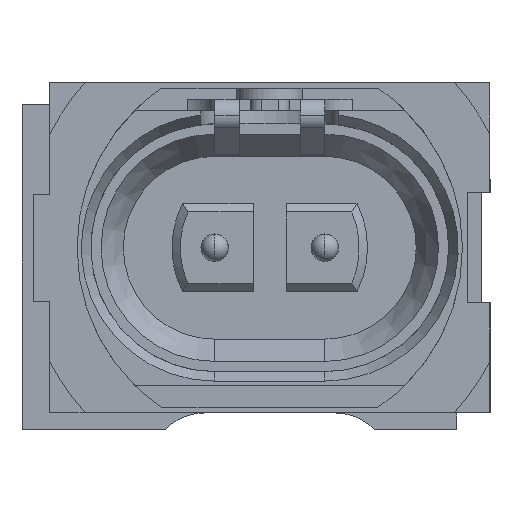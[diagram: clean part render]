
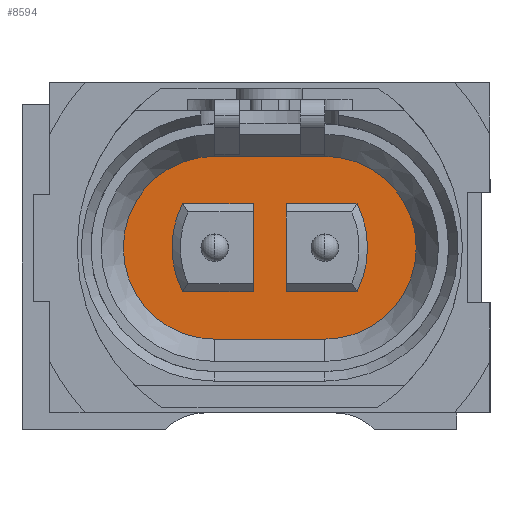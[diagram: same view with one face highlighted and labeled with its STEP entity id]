
A CAD part, front view. The second image highlights one B-rep face of the part: STEP entity #8594.
In plain terms, the highlighted planar face has unit normal (0, -1, 0).
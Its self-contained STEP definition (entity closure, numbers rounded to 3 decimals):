
#93 = DIRECTION ( 'NONE',  ( 1., 0., 0. ) ) ;
#103 = ORIENTED_EDGE ( 'NONE', *, *, #1812, .T. ) ;
#120 = CARTESIAN_POINT ( 'NONE',  ( -1., -11.15, 0. ) ) ;
#240 = ORIENTED_EDGE ( 'NONE', *, *, #1724, .T. ) ;
#349 = CARTESIAN_POINT ( 'NONE',  ( 1., -11.15, -1.66 ) ) ;
#413 = AXIS2_PLACEMENT_3D ( 'NONE', #9096, #3483, #6363 ) ;
#450 = AXIS2_PLACEMENT_3D ( 'NONE', #1097, #11052, #2703 ) ;
#583 = VERTEX_POINT ( 'NONE', #11296 ) ;
#644 = CARTESIAN_POINT ( 'NONE',  ( -1., -11.15, 1.66 ) ) ;
#953 = VERTEX_POINT ( 'NONE', #349 ) ;
#1030 = ORIENTED_EDGE ( 'NONE', *, *, #3743, .T. ) ;
#1084 = EDGE_CURVE ( 'Defeature ausgef�hrt2_130+Defeature ausgef�hrt2_186+Defeature ausgef�hrt2_187+Defeature ausgef�hrt2_188', #2895, #7863, #2370, .T. ) ;
#1096 = CARTESIAN_POINT ( 'NONE',  ( -1., -11.15, 0.8 ) ) ;
#1097 = CARTESIAN_POINT ( 'NONE',  ( 0., -11.15, 0. ) ) ;
#1456 = VERTEX_POINT ( 'NONE', #644 ) ;
#1614 = AXIS2_PLACEMENT_3D ( 'NONE', #9984, #2426, #9073 ) ;
#1724 = EDGE_CURVE ( 'Defeature ausgef�hrt2_130+Defeature ausgef�hrt2_127+Defeature ausgef�hrt2_128+Defeature ausgef�hrt2_126', #9210, #1456, #3635, .T. ) ;
#1732 = EDGE_LOOP ( 'NONE', ( #6797, #6937, #2951, #240 ) ) ;
#1812 = EDGE_CURVE ( 'Defeature ausgef�hrt2_130+Defeature ausgef�hrt2_179+Defeature ausgef�hrt2_178+Defeature ausgef�hrt2_181', #583, #11028, #3805, .T. ) ;
#2020 = ORIENTED_EDGE ( 'NONE', *, *, #2964, .F. ) ;
#2138 = CIRCLE ( 'NONE', #8570, 1.66 ) ;
#2215 = ORIENTED_EDGE ( 'NONE', *, *, #1084, .T. ) ;
#2370 = LINE ( 'NONE', #5184, #2745 ) ;
#2426 = DIRECTION ( 'NONE',  ( 0., -1., 0. ) ) ;
#2589 = EDGE_CURVE ( 'Defeature ausgef�hrt2_130+Defeature ausgef�hrt2_128+Defeature ausgef�hrt2_129+Defeature ausgef�hrt2_127', #953, #9210, #6863, .T. ) ;
#2646 = PLANE ( 'NONE',  #8470 ) ;
#2703 = DIRECTION ( 'NONE',  ( 1., 0., 0. ) ) ;
#2740 = ORIENTED_EDGE ( 'NONE', *, *, #4712, .T. ) ;
#2745 = VECTOR ( 'NONE', #9930, 1000. ) ;
#2895 = VERTEX_POINT ( 'NONE', #9922 ) ;
#2930 = DIRECTION ( 'NONE',  ( 0., -1., 0. ) ) ;
#2951 = ORIENTED_EDGE ( 'NONE', *, *, #2589, .T. ) ;
#2964 = EDGE_CURVE ( 'Defeature ausgef�hrt2_189+Defeature ausgef�hrt2_130+Defeature ausgef�hrt2_187+Defeature ausgef�hrt2_188', #6877, #5854, #4729, .T. ) ;
#3298 = CARTESIAN_POINT ( 'NONE',  ( -1., -11.15, 0. ) ) ;
#3370 = CARTESIAN_POINT ( 'NONE',  ( 1.584, -11.15, -0.8 ) ) ;
#3483 = DIRECTION ( 'NONE',  ( 0., -1., 0. ) ) ;
#3635 = LINE ( 'NONE', #6391, #6843 ) ;
#3743 = EDGE_CURVE ( 'Defeature ausgef�hrt2_130+Defeature ausgef�hrt2_188+Defeature ausgef�hrt2_186+Defeature ausgef�hrt2_189', #7863, #5854, #5809, .T. ) ;
#3805 = LINE ( 'NONE', #9599, #10934 ) ;
#3871 = EDGE_CURVE ( 'Defeature ausgef�hrt2_130+Defeature ausgef�hrt2_126+Defeature ausgef�hrt2_127+Defeature ausgef�hrt2_129', #1456, #4210, #2138, .T. ) ;
#3968 = ORIENTED_EDGE ( 'NONE', *, *, #10020, .T. ) ;
#3980 = DIRECTION ( 'NONE',  ( 1., 0., 0. ) ) ;
#3993 = CARTESIAN_POINT ( 'NONE',  ( -0.3, -11.15, 0. ) ) ;
#4183 = CARTESIAN_POINT ( 'NONE',  ( -1.584, -11.15, 0.8 ) ) ;
#4210 = VERTEX_POINT ( 'NONE', #4482 ) ;
#4482 = CARTESIAN_POINT ( 'NONE',  ( -1., -11.15, -1.66 ) ) ;
#4543 = FACE_BOUND ( 'NONE', #10145, .T. ) ;
#4593 = ORIENTED_EDGE ( 'NONE', *, *, #9641, .T. ) ;
#4712 = EDGE_CURVE ( 'Defeature ausgef�hrt2_130+Defeature ausgef�hrt2_187+Defeature ausgef�hrt2_189+Defeature ausgef�hrt2_186', #6877, #2895, #8404, .T. ) ;
#4729 = CIRCLE ( 'NONE', #1614, 1.775 ) ;
#4831 = DIRECTION ( 'NONE',  ( 0., 0., 1. ) ) ;
#5011 = DIRECTION ( 'NONE',  ( 1., 0., 0. ) ) ;
#5084 = DIRECTION ( 'NONE',  ( 0., -1., 0. ) ) ;
#5184 = CARTESIAN_POINT ( 'NONE',  ( 0.3, -11.15, 0. ) ) ;
#5284 = VECTOR ( 'NONE', #7545, 1000. ) ;
#5381 = CARTESIAN_POINT ( 'NONE',  ( -1.584, -11.15, -0.8 ) ) ;
#5403 = CARTESIAN_POINT ( 'NONE',  ( 1.584, -11.15, 0.8 ) ) ;
#5613 = VERTEX_POINT ( 'NONE', #4183 ) ;
#5702 = DIRECTION ( 'NONE',  ( 0., 0., -1. ) ) ;
#5733 = VERTEX_POINT ( 'NONE', #9183 ) ;
#5809 = LINE ( 'NONE', #9527, #8967 ) ;
#5854 = VERTEX_POINT ( 'NONE', #5403 ) ;
#6363 = DIRECTION ( 'NONE',  ( 0., 0., 1. ) ) ;
#6391 = CARTESIAN_POINT ( 'NONE',  ( -1., -11.15, 1.66 ) ) ;
#6431 = VECTOR ( 'NONE', #5702, 1000. ) ;
#6693 = CIRCLE ( 'NONE', #450, 1.775 ) ;
#6697 = CARTESIAN_POINT ( 'NONE',  ( 1., -11.15, 1.66 ) ) ;
#6721 = LINE ( 'NONE', #1096, #9343 ) ;
#6797 = ORIENTED_EDGE ( 'NONE', *, *, #3871, .T. ) ;
#6843 = VECTOR ( 'NONE', #10104, 1000. ) ;
#6861 = LINE ( 'NONE', #3993, #6431 ) ;
#6863 = CIRCLE ( 'NONE', #413, 1.66 ) ;
#6877 = VERTEX_POINT ( 'NONE', #3370 ) ;
#6903 = VECTOR ( 'NONE', #93, 1000. ) ;
#6937 = ORIENTED_EDGE ( 'NONE', *, *, #8210, .T. ) ;
#7188 = EDGE_CURVE ( 'Defeature ausgef�hrt2_181+Defeature ausgef�hrt2_130+Defeature ausgef�hrt2_180+Defeature ausgef�hrt2_179', #5613, #11028, #6693, .T. ) ;
#7425 = LINE ( 'NONE', #9318, #6903 ) ;
#7545 = DIRECTION ( 'NONE',  ( -1., 0., 0. ) ) ;
#7863 = VERTEX_POINT ( 'NONE', #11516 ) ;
#8182 = EDGE_LOOP ( 'NONE', ( #11322, #3968, #4593, #103 ) ) ;
#8193 = FACE_OUTER_BOUND ( 'NONE', #1732, .T. ) ;
#8210 = EDGE_CURVE ( 'Defeature ausgef�hrt2_130+Defeature ausgef�hrt2_129+Defeature ausgef�hrt2_126+Defeature ausgef�hrt2_128', #4210, #953, #7425, .T. ) ;
#8347 = CARTESIAN_POINT ( 'NONE',  ( -1., -11.15, -0.8 ) ) ;
#8404 = LINE ( 'NONE', #8347, #5284 ) ;
#8470 = AXIS2_PLACEMENT_3D ( 'NONE', #120, #2930, #4831 ) ;
#8570 = AXIS2_PLACEMENT_3D ( 'NONE', #3298, #5084, #8798 ) ;
#8594 = ADVANCED_FACE ( 'Defeature ausgef�hrt2_130', ( #4543, #10028, #8193 ), #2646, .T. ) ;
#8798 = DIRECTION ( 'NONE',  ( 0., 0., 1. ) ) ;
#8967 = VECTOR ( 'NONE', #3980, 1000. ) ;
#9073 = DIRECTION ( 'NONE',  ( 1., 0., 0. ) ) ;
#9096 = CARTESIAN_POINT ( 'NONE',  ( 1., -11.15, 0. ) ) ;
#9183 = CARTESIAN_POINT ( 'NONE',  ( -0.3, -11.15, 0.8 ) ) ;
#9210 = VERTEX_POINT ( 'NONE', #6697 ) ;
#9318 = CARTESIAN_POINT ( 'NONE',  ( -1., -11.15, -1.66 ) ) ;
#9343 = VECTOR ( 'NONE', #5011, 1000. ) ;
#9358 = DIRECTION ( 'NONE',  ( -1., 0., 0. ) ) ;
#9527 = CARTESIAN_POINT ( 'NONE',  ( -1., -11.15, 0.8 ) ) ;
#9599 = CARTESIAN_POINT ( 'NONE',  ( -1., -11.15, -0.8 ) ) ;
#9641 = EDGE_CURVE ( 'Defeature ausgef�hrt2_130+Defeature ausgef�hrt2_178+Defeature ausgef�hrt2_180+Defeature ausgef�hrt2_179', #5733, #583, #6861, .T. ) ;
#9922 = CARTESIAN_POINT ( 'NONE',  ( 0.3, -11.15, -0.8 ) ) ;
#9930 = DIRECTION ( 'NONE',  ( 0., 0., 1. ) ) ;
#9984 = CARTESIAN_POINT ( 'NONE',  ( 0., -11.15, 0. ) ) ;
#10020 = EDGE_CURVE ( 'Defeature ausgef�hrt2_130+Defeature ausgef�hrt2_180+Defeature ausgef�hrt2_181+Defeature ausgef�hrt2_178', #5613, #5733, #6721, .T. ) ;
#10028 = FACE_BOUND ( 'NONE', #8182, .T. ) ;
#10104 = DIRECTION ( 'NONE',  ( -1., 0., 0. ) ) ;
#10145 = EDGE_LOOP ( 'NONE', ( #2020, #2740, #2215, #1030 ) ) ;
#10934 = VECTOR ( 'NONE', #9358, 1000. ) ;
#11028 = VERTEX_POINT ( 'NONE', #5381 ) ;
#11052 = DIRECTION ( 'NONE',  ( 0., -1., 0. ) ) ;
#11296 = CARTESIAN_POINT ( 'NONE',  ( -0.3, -11.15, -0.8 ) ) ;
#11322 = ORIENTED_EDGE ( 'NONE', *, *, #7188, .F. ) ;
#11516 = CARTESIAN_POINT ( 'NONE',  ( 0.3, -11.15, 0.8 ) ) ;
